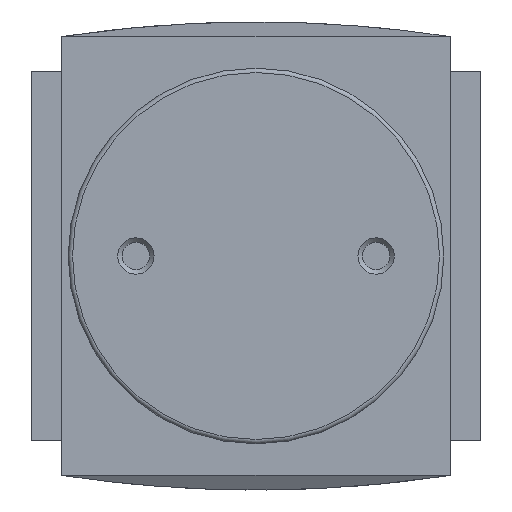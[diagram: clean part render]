
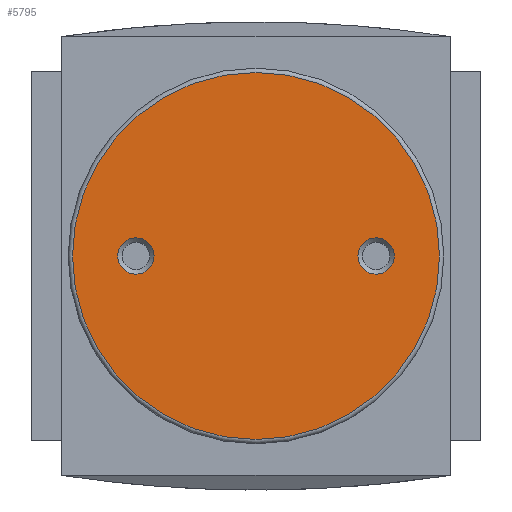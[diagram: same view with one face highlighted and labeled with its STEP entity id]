
A CAD part, front view. The second image highlights one B-rep face of the part: STEP entity #5795.
In plain terms, the highlighted planar face has unit normal (0, -1, 0).
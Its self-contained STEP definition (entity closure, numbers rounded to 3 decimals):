
#2001=ORIENTED_EDGE('',*,*,#2661,.F.);
#2002=ORIENTED_EDGE('',*,*,#2660,.T.);
#2003=ORIENTED_EDGE('',*,*,#2662,.F.);
#2660=EDGE_CURVE('',#3072,#3072,#3207,.T.);
#2661=EDGE_CURVE('',#3073,#3073,#3208,.F.);
#2662=EDGE_CURVE('',#3074,#3074,#3209,.T.);
#3072=VERTEX_POINT('',#8418);
#3073=VERTEX_POINT('',#8421);
#3074=VERTEX_POINT('',#8423);
#3207=CIRCLE('',#6132,21.25);
#3208=CIRCLE('',#6134,2.1);
#3209=CIRCLE('',#6135,2.1);
#3462=EDGE_LOOP('',(#2001));
#3463=EDGE_LOOP('',(#2002));
#3464=EDGE_LOOP('',(#2003));
#3738=FACE_BOUND('',#3462,.T.);
#3739=FACE_BOUND('',#3463,.T.);
#3740=FACE_BOUND('',#3464,.T.);
#3937=PLANE('',#6133);
#5795=ADVANCED_FACE('',(#3738,#3739,#3740),#3937,.F.);
#6132=AXIS2_PLACEMENT_3D('',#8417,#7199,#7200);
#6133=AXIS2_PLACEMENT_3D('',#8419,#7201,#7202);
#6134=AXIS2_PLACEMENT_3D('',#8420,#7203,#7204);
#6135=AXIS2_PLACEMENT_3D('',#8422,#7205,#7206);
#7199=DIRECTION('',(0.,-1.,0.));
#7200=DIRECTION('',(0.,0.,-1.));
#7201=DIRECTION('',(0.,1.,0.));
#7202=DIRECTION('',(0.,0.,1.));
#7203=DIRECTION('',(0.,1.,0.));
#7204=DIRECTION('',(0.,0.,1.));
#7205=DIRECTION('',(0.,-1.,0.));
#7206=DIRECTION('',(0.,0.,-1.));
#8417=CARTESIAN_POINT('',(0.,-33.,0.));
#8418=CARTESIAN_POINT('',(0.,-33.,-21.25));
#8419=CARTESIAN_POINT('',(21.25,-33.,0.));
#8420=CARTESIAN_POINT('',(13.9,-33.,0.));
#8421=CARTESIAN_POINT('',(13.9,-33.,2.1));
#8422=CARTESIAN_POINT('',(-13.9,-33.,0.));
#8423=CARTESIAN_POINT('',(-13.9,-33.,-2.1));
